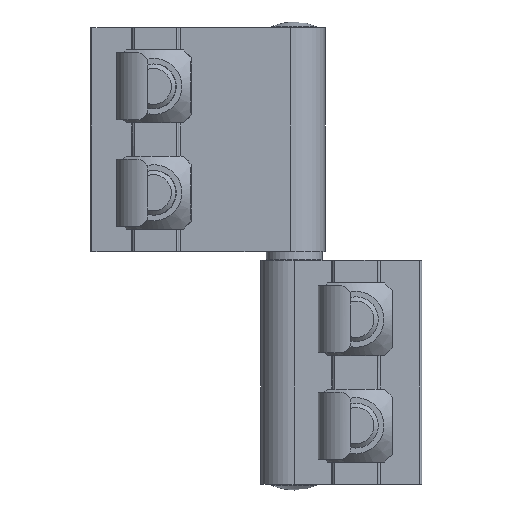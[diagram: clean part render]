
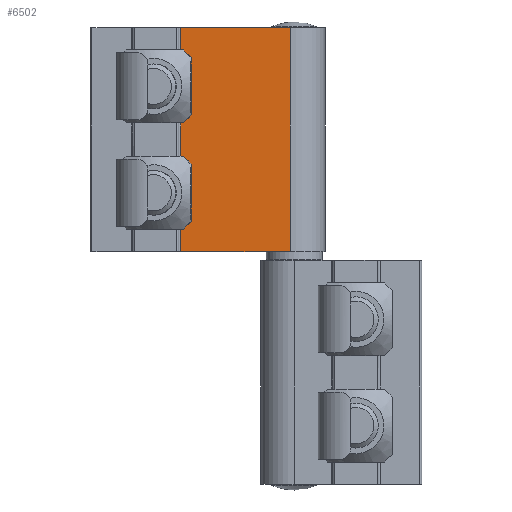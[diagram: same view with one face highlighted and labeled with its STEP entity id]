
A CAD part, front view. The second image highlights one B-rep face of the part: STEP entity #6502.
In plain terms, the highlighted face is planar.
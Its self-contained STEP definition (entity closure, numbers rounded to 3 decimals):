
#197=PLANE('',#7185);
#618=FACE_OUTER_BOUND('',#980,.T.);
#980=EDGE_LOOP('',(#4990,#4991,#4992,#4993));
#1403=LINE('',#10478,#2011);
#1432=LINE('',#10575,#2040);
#1468=LINE('',#10674,#2076);
#1469=LINE('',#10675,#2077);
#2011=VECTOR('',#8057,10.);
#2040=VECTOR('',#8152,10.);
#2076=VECTOR('',#8272,10.);
#2077=VECTOR('',#8273,10.);
#2962=VERTEX_POINT('',#10475);
#2963=VERTEX_POINT('',#10477);
#2978=VERTEX_POINT('',#10531);
#3019=VERTEX_POINT('',#10673);
#3643=EDGE_CURVE('',#2962,#2963,#1403,.T.);
#3693=EDGE_CURVE('',#2978,#2963,#1432,.T.);
#3742=EDGE_CURVE('',#2962,#3019,#1468,.T.);
#3743=EDGE_CURVE('',#3019,#2978,#1469,.T.);
#4990=ORIENTED_EDGE('',*,*,#3742,.T.);
#4991=ORIENTED_EDGE('',*,*,#3743,.T.);
#4992=ORIENTED_EDGE('',*,*,#3693,.T.);
#4993=ORIENTED_EDGE('',*,*,#3643,.F.);
#6502=ADVANCED_FACE('',(#618),#197,.T.);
#7185=AXIS2_PLACEMENT_3D('',#10672,#8270,#8271);
#8057=DIRECTION('',(0.,0.,-1.));
#8152=DIRECTION('',(1.,0.,0.));
#8270=DIRECTION('center_axis',(0.,-1.,0.));
#8271=DIRECTION('ref_axis',(0.,0.,-1.));
#8272=DIRECTION('',(-1.,0.,0.));
#8273=DIRECTION('',(0.,0.,-1.));
#10475=CARTESIAN_POINT('',(-4.4,-1.5,20.));
#10477=CARTESIAN_POINT('',(-4.4,-1.5,-20.));
#10478=CARTESIAN_POINT('',(-4.4,-1.5,0.));
#10531=CARTESIAN_POINT('',(-24.,-1.5,-20.));
#10575=CARTESIAN_POINT('',(-4.4,-1.5,-20.));
#10672=CARTESIAN_POINT('Origin',(-4.4,-1.5,0.));
#10673=CARTESIAN_POINT('',(-24.,-1.5,20.));
#10674=CARTESIAN_POINT('',(-4.4,-1.5,20.));
#10675=CARTESIAN_POINT('',(-24.,-1.5,0.));
